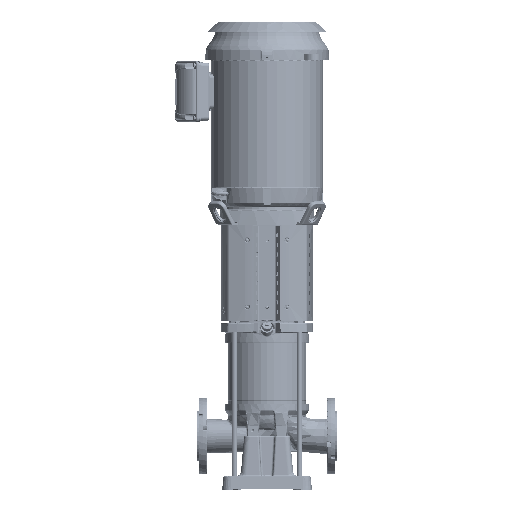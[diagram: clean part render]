
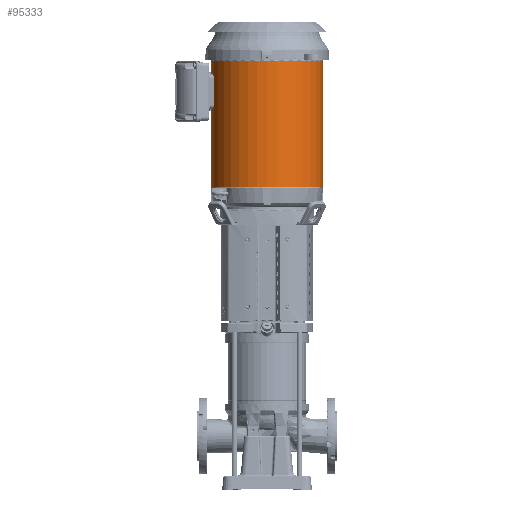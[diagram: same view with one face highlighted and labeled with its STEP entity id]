
A CAD part, top view. The second image highlights one B-rep face of the part: STEP entity #95333.
In plain terms, the highlighted cylindrical face has radius 146.3 mm (diameter 292.6 mm), a full revolution.
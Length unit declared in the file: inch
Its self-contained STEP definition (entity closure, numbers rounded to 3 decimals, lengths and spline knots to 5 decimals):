
#14607=CIRCLE('',#104228,5.75984);
#14608=CIRCLE('',#104229,5.75984);
#19447=FACE_OUTER_BOUND('',#24710,.T.);
#24710=EDGE_LOOP('',(#87974,#87975,#87976,#87977));
#33279=LINE('',#431295,#38204);
#33280=LINE('',#431300,#38205);
#38204=VECTOR('',#126216,39.37008);
#38205=VECTOR('',#126221,39.37008);
#47760=VERTEX_POINT('',#431289);
#47762=VERTEX_POINT('',#431293);
#47763=VERTEX_POINT('',#431297);
#47764=VERTEX_POINT('',#431299);
#62278=EDGE_CURVE('',#47760,#47762,#33279,.T.);
#62279=EDGE_CURVE('',#47762,#47763,#14607,.T.);
#62280=EDGE_CURVE('',#47763,#47764,#33280,.T.);
#62281=EDGE_CURVE('',#47764,#47760,#14608,.T.);
#87974=ORIENTED_EDGE('',*,*,#62279,.T.);
#87975=ORIENTED_EDGE('',*,*,#62280,.T.);
#87976=ORIENTED_EDGE('',*,*,#62281,.T.);
#87977=ORIENTED_EDGE('',*,*,#62278,.T.);
#90472=CYLINDRICAL_SURFACE('',#104227,5.75984);
#95333=ADVANCED_FACE('',(#19447),#90472,.T.);
#104227=AXIS2_PLACEMENT_3D('',#431296,#126217,#126218);
#104228=AXIS2_PLACEMENT_3D('',#431298,#126219,#126220);
#104229=AXIS2_PLACEMENT_3D('',#431301,#126222,#126223);
#126216=DIRECTION('',(0.,1.,0.));
#126217=DIRECTION('center_axis',(0.,1.,0.));
#126218=DIRECTION('ref_axis',(0.,0.,
1.));
#126219=DIRECTION('center_axis',(0.,-1.,0.));
#126220=DIRECTION('ref_axis',(-1.,0.,0.));
#126221=DIRECTION('',(0.,-1.,0.));
#126222=DIRECTION('center_axis',(0.,1.,0.));
#126223=DIRECTION('ref_axis',(-1.,0.,0.));
#431289=CARTESIAN_POINT('',(0.,31.04724,-5.75984));
#431293=CARTESIAN_POINT('',(0.,44.03937,-5.75984));
#431295=CARTESIAN_POINT('',(0.,-6.75604,-5.75984));
#431296=CARTESIAN_POINT('Origin',(0.,-6.75604,
0.));
#431297=CARTESIAN_POINT('',(-0.00101,44.03937,-5.75984));
#431298=CARTESIAN_POINT('Origin',(0.,44.03937,
0.));
#431299=CARTESIAN_POINT('',(-0.00101,31.04724,-5.75984));
#431300=CARTESIAN_POINT('',(-0.00101,-6.75604,-5.75984));
#431301=CARTESIAN_POINT('Origin',(0.,31.04724,
0.));
